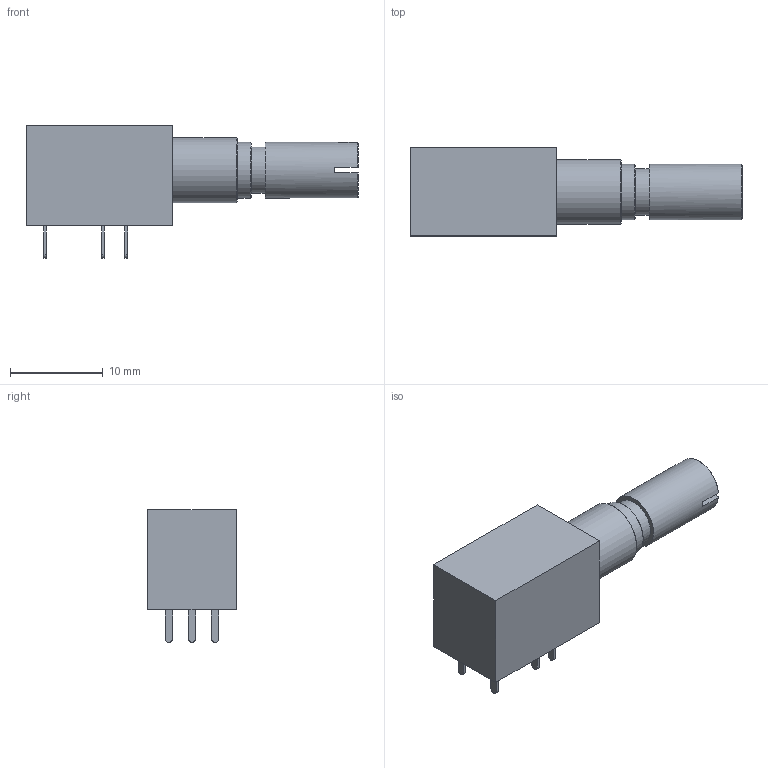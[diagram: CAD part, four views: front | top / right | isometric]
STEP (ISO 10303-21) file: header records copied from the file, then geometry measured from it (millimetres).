
FILE_DESCRIPTION(('FreeCAD Model'),'2;1');
FILE_NAME('Fillet.step', '2020-09-09T18:06:35',('kicad StepUp'),('ksu MCAD'), 'Open CASCADE STEP processor 7.3','FreeCAD','Unknown');
FILE_SCHEMA(('AUTOMOTIVE_DESIGN { 1 0 10303 214 1 1 1 1 }'));
Length unit declared in the file: millimetre
Products named in the file (1): Fillet
Bounding box: 35.8 x 9.5 x 14.3 mm (x, y, z)
Volume: 2242.4 mm3; surface area: 1341.3 mm2
Topology: 1 solids, 1 shells, 78 faces, 191 edges, 127 vertices
Faces by surface type: plane 54, cylinder 20, cone 4
Full cylindrical faces by diameter (mm): 5 x1, 6 x2, 7 x1
Entity records: 2859 total; most frequent: DIRECTION 402, CARTESIAN_POINT 397, ORIENTED_EDGE 382, EDGE_CURVE 191, LINE 138, VECTOR 138, AXIS2_PLACEMENT_3D 132, VERTEX_POINT 127
